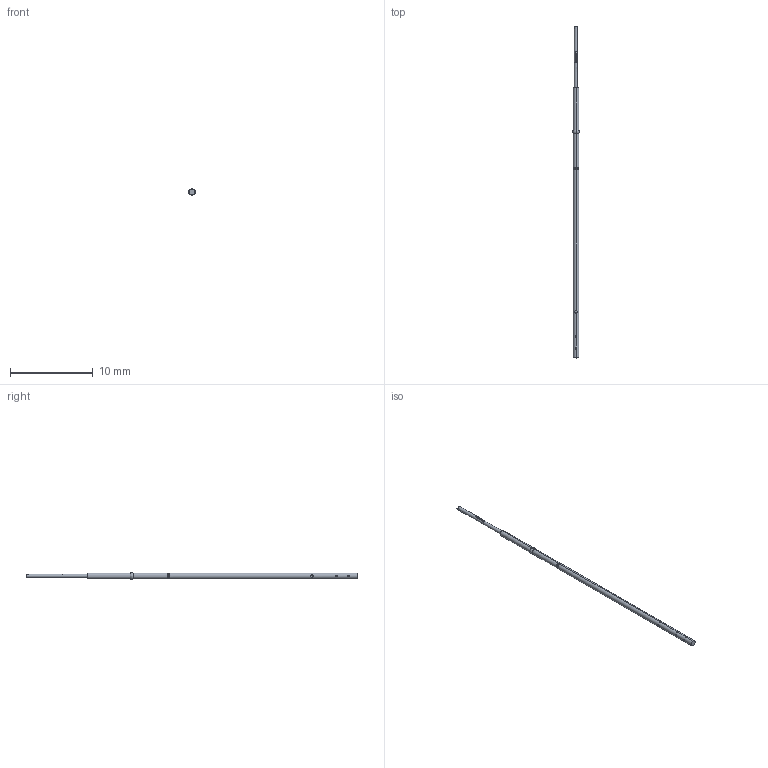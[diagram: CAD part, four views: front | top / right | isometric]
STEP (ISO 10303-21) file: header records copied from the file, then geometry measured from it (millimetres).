
FILE_DESCRIPTION (( 'STEP AP203' ), '1' );
FILE_NAME ('INGUN_GKS-081_354_050_A_xx05.STEP', '2021-09-30T07:41:55', ( 'ochi' ), ( '' ), 'SwSTEP 2.0', 'SolidWorks 2018', '' );
FILE_SCHEMA (( 'CONFIG_CONTROL_DESIGN' ));
Length unit declared in the file: millimetre
Products named in the file (1): INGUN_GKS-081_354_050_A_xx05
Bounding box: 0.81 x 40.2 x 0.82 mm (x, y, z)
Volume: 13.8 mm3; surface area: 83.7 mm2
Topology: 1 solids, 1 shells, 104 faces, 262 edges, 173 vertices
Faces by surface type: plane 50, cylinder 26, bspline 22, torus 6
Entity records: 3893 total; most frequent: CARTESIAN_POINT 1558, ORIENTED_EDGE 524, DIRECTION 372, EDGE_CURVE 262, VERTEX_POINT 173, AXIS2_PLACEMENT_3D 145, EDGE_LOOP 117, B_SPLINE_CURVE_WITH_KNOTS 110
